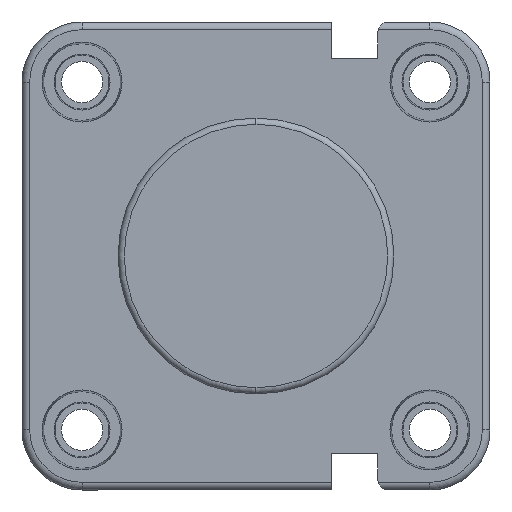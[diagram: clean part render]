
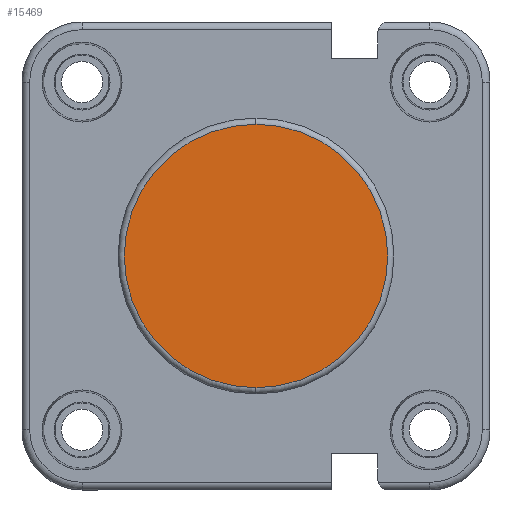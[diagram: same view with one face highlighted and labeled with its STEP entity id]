
A CAD part, left-side view. The second image highlights one B-rep face of the part: STEP entity #15469.
In plain terms, the highlighted planar face has unit normal (-1, 0, 0).
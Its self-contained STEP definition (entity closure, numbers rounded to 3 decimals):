
#1619 = CIRCLE ( 'NONE', #12593, 21.4 ) ;
#2318 = CARTESIAN_POINT ( 'NONE',  ( 0., 0., 21.4 ) ) ;
#2645 = EDGE_LOOP ( 'NONE', ( #9482, #10909 ) ) ;
#3016 = DIRECTION ( 'NONE',  ( 0., 0., 1. ) ) ;
#3081 = DIRECTION ( 'NONE',  ( -1., 0., 0. ) ) ;
#3359 = CIRCLE ( 'NONE', #13773, 21.4 ) ;
#4368 = EDGE_CURVE ( 'NONE', #9990, #7860, #1619, .T. ) ;
#4372 = FACE_OUTER_BOUND ( 'NONE', #2645, .T. ) ;
#5656 = EDGE_CURVE ( 'NONE', #7860, #9990, #3359, .T. ) ;
#7860 = VERTEX_POINT ( 'NONE', #13755 ) ;
#9264 = DIRECTION ( 'NONE',  ( -1., 0., 0. ) ) ;
#9482 = ORIENTED_EDGE ( 'NONE', *, *, #4368, .T. ) ;
#9990 = VERTEX_POINT ( 'NONE', #2318 ) ;
#10032 = DIRECTION ( 'NONE',  ( -1., 0., 0. ) ) ;
#10909 = ORIENTED_EDGE ( 'NONE', *, *, #5656, .T. ) ;
#10923 = DIRECTION ( 'NONE',  ( 0., 0., 1. ) ) ;
#12339 = PLANE ( 'NONE',  #17527 ) ;
#12593 = AXIS2_PLACEMENT_3D ( 'NONE', #13780, #3081, #3016 ) ;
#13755 = CARTESIAN_POINT ( 'NONE',  ( 0., 0., -21.4 ) ) ;
#13773 = AXIS2_PLACEMENT_3D ( 'NONE', #19184, #10032, #14862 ) ;
#13780 = CARTESIAN_POINT ( 'NONE',  ( 0., 0., 0. ) ) ;
#14862 = DIRECTION ( 'NONE',  ( 0., 0., 1. ) ) ;
#15469 = ADVANCED_FACE ( 'NONE', ( #4372 ), #12339, .T. ) ;
#17527 = AXIS2_PLACEMENT_3D ( 'NONE', #18302, #9264, #10923 ) ;
#18302 = CARTESIAN_POINT ( 'NONE',  ( 0., 0., 0. ) ) ;
#19184 = CARTESIAN_POINT ( 'NONE',  ( 0., 0., 0. ) ) ;
